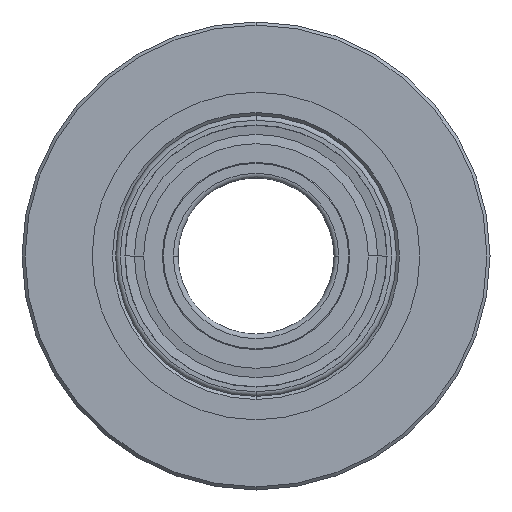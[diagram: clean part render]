
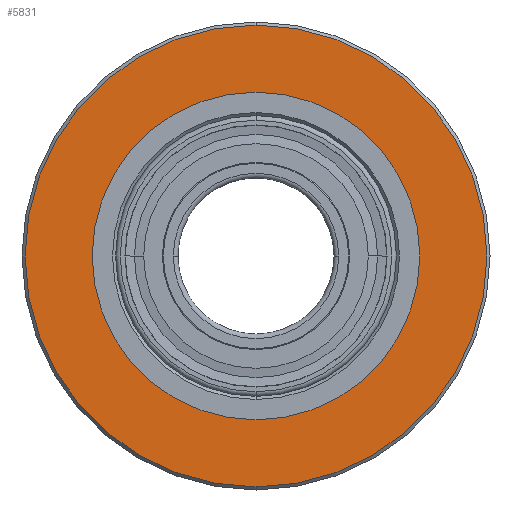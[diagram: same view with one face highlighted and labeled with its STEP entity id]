
A CAD part, front view. The second image highlights one B-rep face of the part: STEP entity #5831.
In plain terms, the highlighted planar face has unit normal (0, -1, 0).
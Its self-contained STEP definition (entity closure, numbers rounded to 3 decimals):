
#353 = CIRCLE ( 'NONE', #10956, 5.25 ) ;
#837 = EDGE_CURVE ( 'NONE', #2941, #7647, #841, .T. ) ;
#841 = CIRCLE ( 'NONE', #7141, 7.4 ) ;
#863 = DIRECTION ( 'NONE',  ( 0., 0., -1. ) ) ;
#1090 = EDGE_LOOP ( 'NONE', ( #1282, #2292 ) ) ;
#1170 = ORIENTED_EDGE ( 'NONE', *, *, #3070, .F. ) ;
#1282 = ORIENTED_EDGE ( 'NONE', *, *, #837, .T. ) ;
#1661 = CARTESIAN_POINT ( 'NONE',  ( 0., 0., 5.25 ) ) ;
#1707 = CARTESIAN_POINT ( 'NONE',  ( 0., 0., 0. ) ) ;
#1964 = CARTESIAN_POINT ( 'NONE',  ( 0., 0., 0. ) ) ;
#2292 = ORIENTED_EDGE ( 'NONE', *, *, #3075, .T. ) ;
#2435 = CIRCLE ( 'NONE', #4949, 5.25 ) ;
#2479 = DIRECTION ( 'NONE',  ( 0., 0., -1. ) ) ;
#2856 = EDGE_CURVE ( 'NONE', #7377, #3471, #353, .T. ) ;
#2904 = CARTESIAN_POINT ( 'NONE',  ( 0., 0., 0. ) ) ;
#2930 = EDGE_LOOP ( 'NONE', ( #1170, #8097 ) ) ;
#2941 = VERTEX_POINT ( 'NONE', #6369 ) ;
#2989 = CARTESIAN_POINT ( 'NONE',  ( 0., 0., -7.4 ) ) ;
#3070 = EDGE_CURVE ( 'NONE', #3471, #7377, #2435, .T. ) ;
#3075 = EDGE_CURVE ( 'NONE', #7647, #2941, #4761, .T. ) ;
#3271 = DIRECTION ( 'NONE',  ( 0., 0., -1. ) ) ;
#3471 = VERTEX_POINT ( 'NONE', #4265 ) ;
#4177 = DIRECTION ( 'NONE',  ( 0., -1., 0. ) ) ;
#4265 = CARTESIAN_POINT ( 'NONE',  ( 0., 0., -5.25 ) ) ;
#4761 = CIRCLE ( 'NONE', #5672, 7.4 ) ;
#4949 = AXIS2_PLACEMENT_3D ( 'NONE', #7663, #4177, #2479 ) ;
#5442 = DIRECTION ( 'NONE',  ( 0., -1., 0. ) ) ;
#5672 = AXIS2_PLACEMENT_3D ( 'NONE', #8511, #6922, #3271 ) ;
#5700 = AXIS2_PLACEMENT_3D ( 'NONE', #1707, #8590, #863 ) ;
#5831 = ADVANCED_FACE ( 'NONE', ( #10376, #7743 ), #9430, .T. ) ;
#6369 = CARTESIAN_POINT ( 'NONE',  ( 0., 0., 7.4 ) ) ;
#6922 = DIRECTION ( 'NONE',  ( 0., -1., 0. ) ) ;
#7105 = DIRECTION ( 'NONE',  ( 0., -1., 0. ) ) ;
#7132 = DIRECTION ( 'NONE',  ( 0., 0., -1. ) ) ;
#7141 = AXIS2_PLACEMENT_3D ( 'NONE', #2904, #5442, #7132 ) ;
#7377 = VERTEX_POINT ( 'NONE', #1661 ) ;
#7647 = VERTEX_POINT ( 'NONE', #2989 ) ;
#7663 = CARTESIAN_POINT ( 'NONE',  ( 0., 0., 0. ) ) ;
#7743 = FACE_BOUND ( 'NONE', #2930, .T. ) ;
#8097 = ORIENTED_EDGE ( 'NONE', *, *, #2856, .F. ) ;
#8511 = CARTESIAN_POINT ( 'NONE',  ( 0., 0., 0. ) ) ;
#8590 = DIRECTION ( 'NONE',  ( 0., -1., 0. ) ) ;
#9430 = PLANE ( 'NONE',  #5700 ) ;
#10376 = FACE_OUTER_BOUND ( 'NONE', #1090, .T. ) ;
#10525 = DIRECTION ( 'NONE',  ( 0., 0., -1. ) ) ;
#10956 = AXIS2_PLACEMENT_3D ( 'NONE', #1964, #7105, #10525 ) ;
